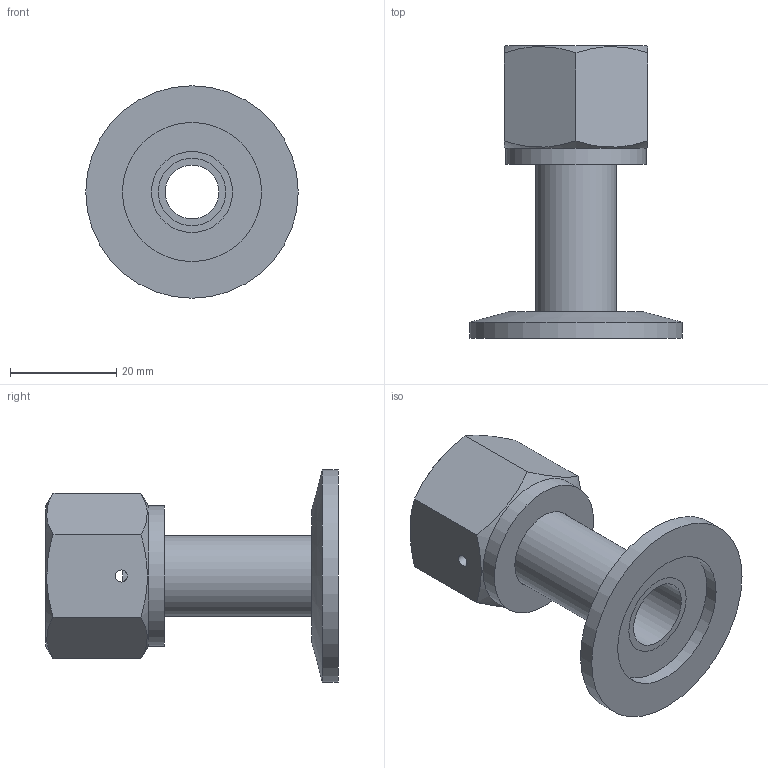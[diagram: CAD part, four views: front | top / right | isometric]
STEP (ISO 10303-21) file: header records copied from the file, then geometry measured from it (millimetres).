
FILE_DESCRIPTION(/* description */ (''),/* implementation_level */ '2;1');
FILE_NAME(/* name */ 'FL-VCRF50-25KF.stp',/* time_stamp */ '2019-03-21T16:22:12+00:00',/* author */ ('paul'),/* organization */ (''),/* preprocessor_version */ 'ST-DEVELOPER v17.2',/* originating_system */ 'Autodesk Inventor 2019',/* authorisation */ '');
FILE_SCHEMA (('AUTOMOTIVE_DESIGN { 1 0 10303 214 3 1 1 }'));
Products named in the file (4): FL-VCRF50-25KF; FL-25KF; RM-SS-8-VCR-1; RM-SS-8-VCR-3
Assembly tree (3 placements, depth 2):
  FL-VCRF50-25KF
    FL-25KF
    RM-SS-8-VCR-1
    RM-SS-8-VCR-3
Bounding box: 40 x 55.08 x 40 mm (x, y, z)
Volume: 14248.5 mm3; surface area: 10878.6 mm2
Topology: 3 solids, 3 shells, 37 faces, 97 edges, 72 vertices
Faces by surface type: plane 18, cylinder 14, cone 5
Full cylindrical faces by diameter (mm): 2.286 x2, 10.16 x1, 12.7 x1, 15.24 x2, 15.494 x1, 18.796 x1, 20.32 x1, 20.574 x1, 20.851 x1, 26.2 x1, 26.416 x1, 40 x1
Entity records: 1480 total; most frequent: CARTESIAN_POINT 307, DIRECTION 223, ORIENTED_EDGE 194, AXIS2_PLACEMENT_3D 99, EDGE_CURVE 97, VERTEX_POINT 72, CIRCLE 55, EDGE_LOOP 53
